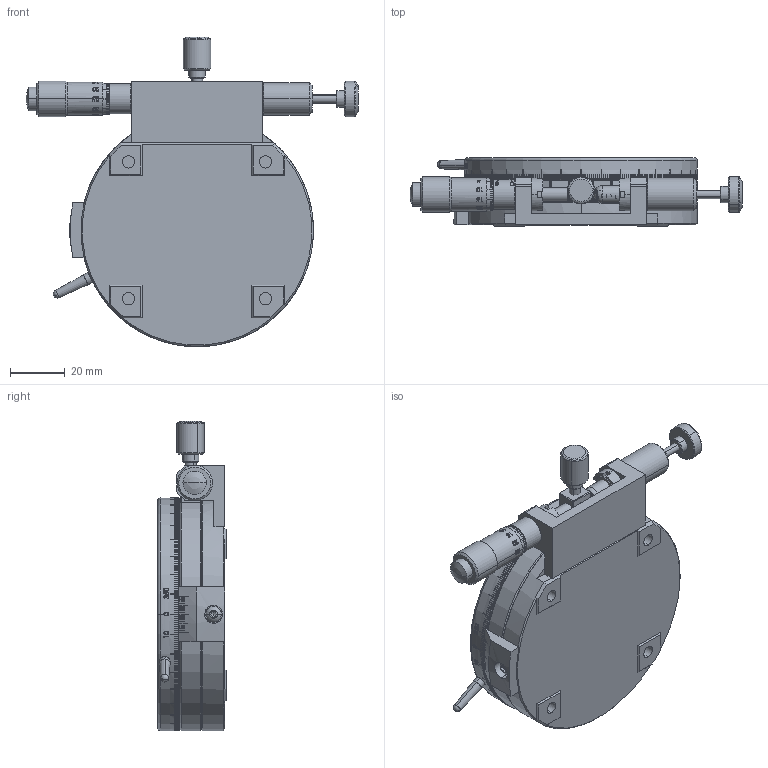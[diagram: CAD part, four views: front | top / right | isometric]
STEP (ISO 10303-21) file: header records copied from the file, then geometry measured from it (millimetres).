
FILE_DESCRIPTION (( 'STEP AP203' ), '1' );
FILE_NAME ('MR85-AR.STEP', '2021-02-22T07:49:14', ( '' ), ( '' ), 'SwSTEP 2.0', 'SolidWorks 2020', '' );
FILE_SCHEMA (( 'CONFIG_CONTROL_DESIGN' ));
Products named in the file (1): MR85-AR
Bounding box: 121.29 x 25 x 113 mm (x, y, z)
Volume: 126816.9 mm3; surface area: 50488.5 mm2
Topology: 16 solids, 16 shells, 3420 faces, 9756 edges, 6402 vertices
Faces by surface type: plane 1972, bspline 702, cylinder 615, cone 101, torus 16, sphere 14
Entity records: 152680 total; most frequent: CARTESIAN_POINT 66349, ORIENTED_EDGE 19448, DIRECTION 16883, EDGE_CURVE 9724, VERTEX_POINT 6398, AXIS2_PLACEMENT_3D 6290, LINE 4303, VECTOR 4303
